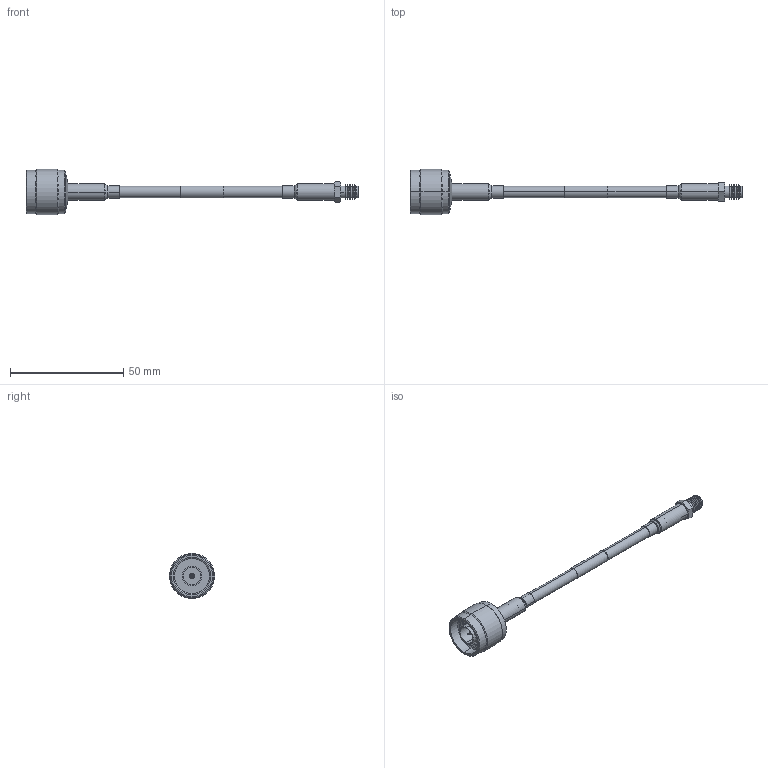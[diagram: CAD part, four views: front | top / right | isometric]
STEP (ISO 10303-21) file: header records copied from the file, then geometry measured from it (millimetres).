
FILE_DESCRIPTION (( 'STEP AP203' ), '1' );
FILE_NAME ('LCCA30667.STEP', '2020-09-25T07:01:57', ( '' ), ( '' ), 'SwSTEP 2.0', 'SolidWorks 2018', '' );
FILE_SCHEMA (( 'CONFIG_CONTROL_DESIGN' ));
Length unit declared in the file: inch
Products named in the file (13): ANM-1700-MA1; ASF-1708-MA2; LCCA30667; Part3^LCCA30667; ANM-1700-MA2; ASF-1708; ANM-1700_NO PIN; ASF-1708-MA1; ANM-1700-MA3; ANM-1700; RG58C-PROD; ASF-1708-MA3; CA-195R-MA1_.195"x1"
Assembly tree (13 placements, depth 3):
  LCCA30667
    RG58C-PROD
    Part3^LCCA30667
    ANM-1700
      ANM-1700_NO PIN
      ANM-1700-MA2
      ANM-1700-MA1
      ANM-1700-MA3
    CA-195R-MA1_.195"x1"  x2
    ASF-1708
      ASF-1708-MA1
      ASF-1708-MA2
      ASF-1708-MA3
Bounding box: 146.8 x 20 x 20 mm (x, y, z)
Volume: 6549.1 mm3; surface area: 9039 mm2
Topology: 11 solids, 11 shells, 315 faces, 660 edges, 382 vertices
Faces by surface type: cone 122, cylinder 110, plane 65, torus 16, sphere 2
Entity records: 9545 total; most frequent: CARTESIAN_POINT 1707, DIRECTION 1492, ORIENTED_EDGE 1220, AXIS2_PLACEMENT_3D 635, EDGE_CURVE 610, VERTEX_POINT 358, EDGE_LOOP 336, CIRCLE 324
